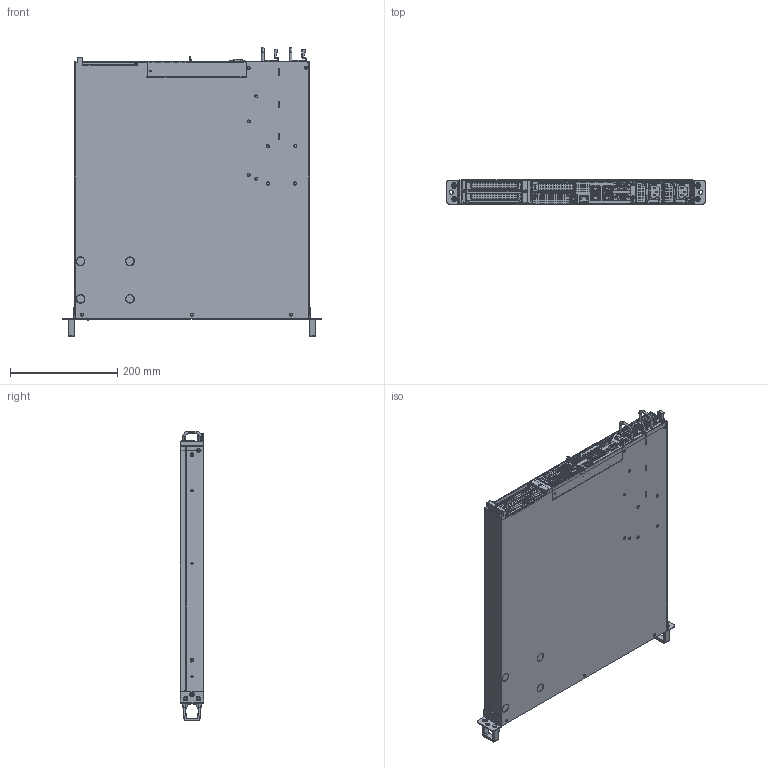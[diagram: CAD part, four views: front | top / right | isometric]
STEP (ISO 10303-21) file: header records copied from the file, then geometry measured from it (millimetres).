
FILE_DESCRIPTION (( 'STEP AP214' ), '1' );
FILE_NAME ('HPC-6120.STEP', '2023-09-13T01:27:21', ( '' ), ( '' ), 'SwSTEP 2.0', 'SolidWorks 2022', '' );
FILE_SCHEMA (( 'AUTOMOTIVE_DESIGN' ));
Length unit declared in the file: metre
Products named in the file (1): HPC-6120
Bounding box: 482 x 44 x 540.5 mm (x, y, z)
Volume: 9160275.9 mm3; surface area: 648299 mm2
Topology: 46 solids, 60 shells, 11732 faces, 31597 edges, 20469 vertices
Faces by surface type: plane 9362, cylinder 1859, bspline 191, cone 188, torus 124, sphere 8
Entity records: 401315 total; most frequent: CARTESIAN_POINT 70933, ORIENTED_EDGE 63130, DIRECTION 58032, EDGE_CURVE 31565, LINE 26840, VECTOR 26840, VERTEX_POINT 20469, AXIS2_PLACEMENT_3D 15596
